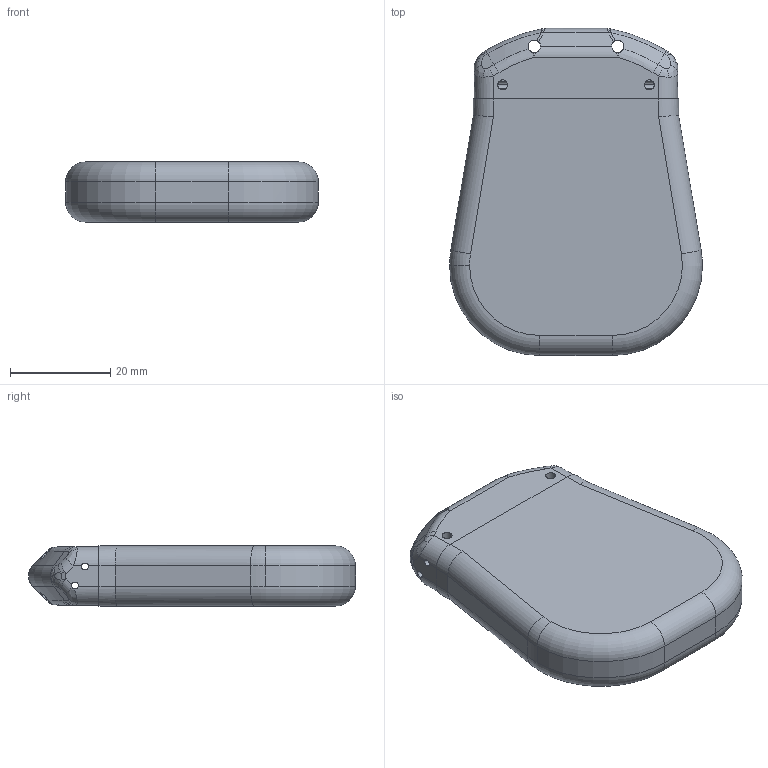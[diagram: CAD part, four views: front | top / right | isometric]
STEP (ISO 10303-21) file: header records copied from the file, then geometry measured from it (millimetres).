
FILE_DESCRIPTION (( 'STEP AP214' ), '1' );
FILE_NAME ('12mm Dummy.STEP', '2024-09-13T18:37:54', ( '' ), ( '' ), 'SwSTEP 2.0', 'SolidWorks 2022', '' );
FILE_SCHEMA (( 'AUTOMOTIVE_DESIGN' ));
Length unit declared in the file: inch
Products named in the file (1): 12mm Dummy
Bounding box: 50.5 x 65.32 x 12 mm (x, y, z)
Volume: 31148.3 mm3; surface area: 7667.9 mm2
Topology: 1 solids, 2 shells, 150 faces, 420 edges, 258 vertices
Faces by surface type: cylinder 63, bspline 39, plane 32, torus 12, cone 4
Entity records: 7806 total; most frequent: CARTESIAN_POINT 2459, ORIENTED_EDGE 832, DIRECTION 580, EDGE_CURVE 416, VERTEX_POINT 258, AXIS2_PLACEMENT_3D 231, EDGE_LOOP 154, UNCERTAINTY_MEASURE_WITH_UNIT 151
